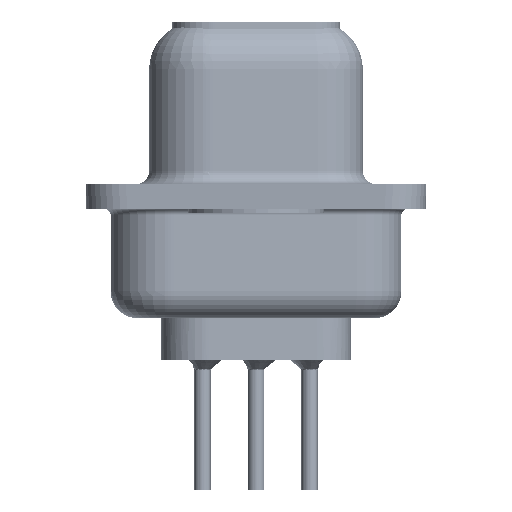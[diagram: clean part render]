
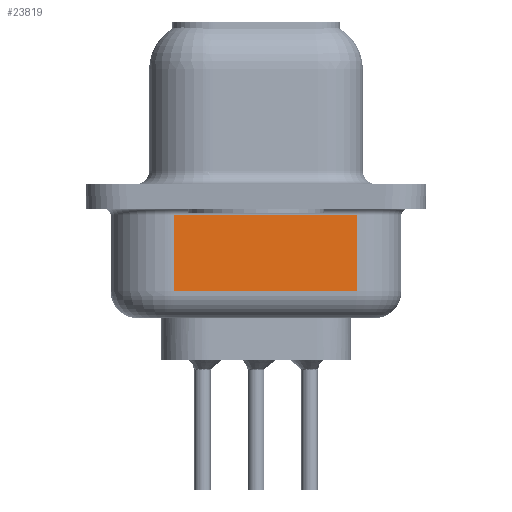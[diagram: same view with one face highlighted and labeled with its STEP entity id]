
A CAD part, left-side view. The second image highlights one B-rep face of the part: STEP entity #23819.
In plain terms, the highlighted planar face has unit normal (-0.985, -0.174, 0).
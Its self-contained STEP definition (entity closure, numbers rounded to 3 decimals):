
#646 = CARTESIAN_POINT ( 'NONE',  ( 2.84, 3.028, -3.5 ) ) ;
#688 = LINE ( 'NONE', #29569, #23048 ) ;
#1673 = EDGE_CURVE ( 'NONE', #29578, #11684, #10952, .T. ) ;
#1791 = CARTESIAN_POINT ( 'NONE',  ( 2.84, 3.028, -4.5 ) ) ;
#2105 = DIRECTION ( 'NONE',  ( 0.985, 0.174, 0. ) ) ;
#2416 = CARTESIAN_POINT ( 'NONE',  ( 2.84, 3.028, -4.5 ) ) ;
#5200 = LINE ( 'NONE', #646, #24021 ) ;
#7038 = CARTESIAN_POINT ( 'NONE',  ( 4.031, -3.722, -3.5 ) ) ;
#7280 = DIRECTION ( 'NONE',  ( 0., 0., 1. ) ) ;
#8056 = VECTOR ( 'NONE', #20390, 1000. ) ;
#8114 = CARTESIAN_POINT ( 'NONE',  ( 4.031, -3.722, -4.5 ) ) ;
#8171 = EDGE_LOOP ( 'NONE', ( #20841, #18670, #20076, #15727 ) ) ;
#9488 = LINE ( 'NONE', #2416, #27268 ) ;
#10952 = LINE ( 'NONE', #8114, #8056 ) ;
#11684 = VERTEX_POINT ( 'NONE', #16747 ) ;
#13306 = EDGE_CURVE ( 'NONE', #28629, #29578, #5200, .T. ) ;
#15727 = ORIENTED_EDGE ( 'NONE', *, *, #29239, .T. ) ;
#16336 = AXIS2_PLACEMENT_3D ( 'NONE', #1791, #2105, #25669 ) ;
#16747 = CARTESIAN_POINT ( 'NONE',  ( 4.031, -3.722, -0.7 ) ) ;
#18670 = ORIENTED_EDGE ( 'NONE', *, *, #13306, .T. ) ;
#19511 = DIRECTION ( 'NONE',  ( 0.174, -0.985, 0. ) ) ;
#20076 = ORIENTED_EDGE ( 'NONE', *, *, #1673, .T. ) ;
#20390 = DIRECTION ( 'NONE',  ( 0., 0., 1. ) ) ;
#20841 = ORIENTED_EDGE ( 'NONE', *, *, #22670, .F. ) ;
#22670 = EDGE_CURVE ( 'NONE', #28629, #29883, #9488, .T. ) ;
#23007 = PLANE ( 'NONE',  #16336 ) ;
#23048 = VECTOR ( 'NONE', #24875, 1000. ) ;
#23165 = FACE_OUTER_BOUND ( 'NONE', #8171, .T. ) ;
#23819 = ADVANCED_FACE ( 'NONE', ( #23165 ), #23007, .F. ) ;
#23827 = CARTESIAN_POINT ( 'NONE',  ( 2.84, 3.028, -3.5 ) ) ;
#24021 = VECTOR ( 'NONE', #19511, 1000. ) ;
#24875 = DIRECTION ( 'NONE',  ( -0.174, 0.985, 0. ) ) ;
#25669 = DIRECTION ( 'NONE',  ( -0.174, 0.985, 0. ) ) ;
#27268 = VECTOR ( 'NONE', #7280, 1000. ) ;
#28496 = CARTESIAN_POINT ( 'NONE',  ( 2.84, 3.028, -0.7 ) ) ;
#28629 = VERTEX_POINT ( 'NONE', #23827 ) ;
#29239 = EDGE_CURVE ( 'NONE', #11684, #29883, #688, .T. ) ;
#29569 = CARTESIAN_POINT ( 'NONE',  ( 2.84, 3.028, -0.7 ) ) ;
#29578 = VERTEX_POINT ( 'NONE', #7038 ) ;
#29883 = VERTEX_POINT ( 'NONE', #28496 ) ;
